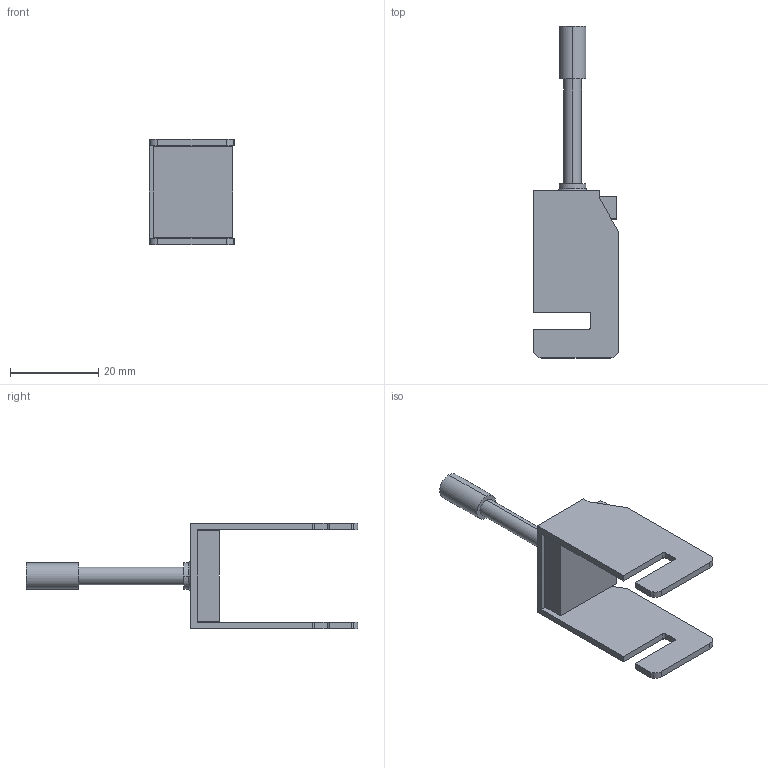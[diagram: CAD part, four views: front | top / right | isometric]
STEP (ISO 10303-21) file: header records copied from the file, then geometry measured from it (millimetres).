
FILE_DESCRIPTION(('SolidDesigner STEP Export'),'2;1');
FILE_NAME('3695_0_SSAB20_select.stp','2007-11-30T 8:23:49',(''),(''),'OneSpace Designer STEP processor for AP214 (Solid Model)','OneSpace Designer 14.50 18-Oct-2006 (C) CoCreate Software GmbH','');
FILE_SCHEMA(('AUTOMOTIVE_DESIGN { 1 0 10303 214 1 1 1 1 }'));
Length unit declared in the file: millimetre
Products named in the file (2): 3695_0_SSAB20_select
Assembly tree (1 placements, depth 2):
  3695_0_SSAB20_select
    3695_0_SSAB20_select
Bounding box: 19.5 x 75.3 x 24 mm (x, y, z)
Volume: 5000.2 mm3; surface area: 4844.3 mm2
Topology: 1 solids, 1 shells, 51 faces, 135 edges, 89 vertices
Faces by surface type: plane 35, cylinder 14, torus 2
Entity records: 1866 total; most frequent: ORIENTED_EDGE 270, CARTESIAN_POINT 242, DIRECTION 214, EDGE_CURVE 135, VECTOR 92, LINE 92, VERTEX_POINT 89, AXIS2_PLACEMENT_3D 61
